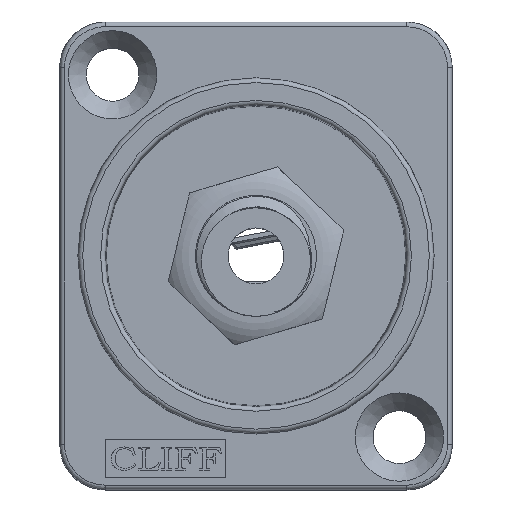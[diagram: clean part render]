
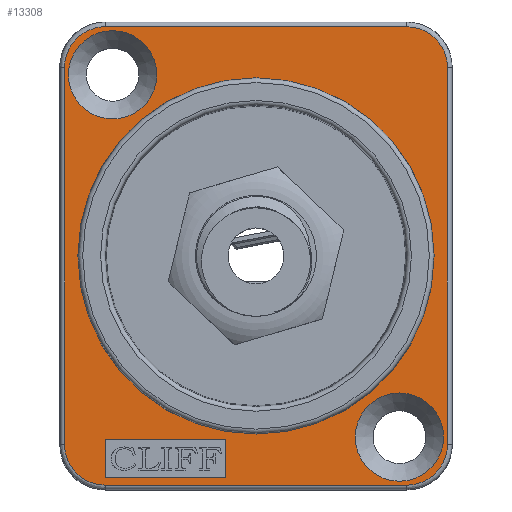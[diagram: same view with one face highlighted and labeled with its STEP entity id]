
A CAD part, top view. The second image highlights one B-rep face of the part: STEP entity #13308.
In plain terms, the highlighted planar face has unit normal (0, 0, 1).
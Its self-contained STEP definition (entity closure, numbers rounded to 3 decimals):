
#93=FACE_BOUND('',#2049,.T.);
#94=FACE_BOUND('',#2050,.T.);
#95=FACE_BOUND('',#2051,.T.);
#96=FACE_BOUND('',#2052,.T.);
#633=PLANE('',#14125);
#676=ELLIPSE('',#14102,2.7,2.7);
#679=ELLIPSE('',#14109,2.7,2.7);
#681=ELLIPSE('',#14114,2.7,2.7);
#683=ELLIPSE('',#14119,2.7,2.7);
#1338=FACE_OUTER_BOUND('',#2048,.T.);
#2048=EDGE_LOOP('',(#11846,#11847,#11848,#11849,#11850,#11851,#11852,#11853));
#2049=EDGE_LOOP('',(#11854));
#2050=EDGE_LOOP('',(#11855,#11856,#11857,#11858));
#2051=EDGE_LOOP('',(#11859));
#2052=EDGE_LOOP('',(#11860));
#2251=CIRCLE('',#14018,11.8);
#2260=CIRCLE('',#14126,2.925);
#2261=CIRCLE('',#14127,2.925);
#3822=LINE('',#26785,#5147);
#3826=LINE('',#26793,#5151);
#3829=LINE('',#26799,#5154);
#3832=LINE('',#26804,#5157);
#3835=LINE('',#26845,#5160);
#3837=LINE('',#26881,#5162);
#3839=LINE('',#26917,#5164);
#3841=LINE('',#26950,#5166);
#5147=VECTOR('',#16949,10.);
#5151=VECTOR('',#16955,10.);
#5154=VECTOR('',#16960,10.);
#5157=VECTOR('',#16965,10.);
#5160=VECTOR('',#16982,10.);
#5162=VECTOR('',#16994,10.);
#5164=VECTOR('',#17006,10.);
#5166=VECTOR('',#17016,10.);
#6128=VERTEX_POINT('',#25632);
#6341=VERTEX_POINT('',#26783);
#6342=VERTEX_POINT('',#26784);
#6345=VERTEX_POINT('',#26792);
#6347=VERTEX_POINT('',#26798);
#6350=VERTEX_POINT('',#26833);
#6351=VERTEX_POINT('',#26835);
#6353=VERTEX_POINT('',#26841);
#6355=VERTEX_POINT('',#26871);
#6357=VERTEX_POINT('',#26877);
#6359=VERTEX_POINT('',#26907);
#6361=VERTEX_POINT('',#26913);
#6363=VERTEX_POINT('',#26943);
#6365=VERTEX_POINT('',#26961);
#6366=VERTEX_POINT('',#26963);
#7839=EDGE_CURVE('',#6128,#6128,#2251,.T.);
#8159=EDGE_CURVE('',#6341,#6342,#3822,.T.);
#8163=EDGE_CURVE('',#6345,#6341,#3826,.T.);
#8166=EDGE_CURVE('',#6347,#6345,#3829,.T.);
#8169=EDGE_CURVE('',#6342,#6347,#3832,.T.);
#8172=EDGE_CURVE('',#6350,#6351,#676,.T.);
#8177=EDGE_CURVE('',#6351,#6353,#3835,.T.);
#8180=EDGE_CURVE('',#6353,#6355,#679,.T.);
#8183=EDGE_CURVE('',#6355,#6357,#3837,.T.);
#8186=EDGE_CURVE('',#6357,#6359,#681,.T.);
#8189=EDGE_CURVE('',#6359,#6361,#3839,.T.);
#8192=EDGE_CURVE('',#6361,#6363,#683,.T.);
#8194=EDGE_CURVE('',#6363,#6350,#3841,.T.);
#8200=EDGE_CURVE('',#6365,#6365,#2260,.T.);
#8201=EDGE_CURVE('',#6366,#6366,#2261,.T.);
#11846=ORIENTED_EDGE('',*,*,#8172,.F.);
#11847=ORIENTED_EDGE('',*,*,#8194,.F.);
#11848=ORIENTED_EDGE('',*,*,#8192,.F.);
#11849=ORIENTED_EDGE('',*,*,#8189,.F.);
#11850=ORIENTED_EDGE('',*,*,#8186,.F.);
#11851=ORIENTED_EDGE('',*,*,#8183,.F.);
#11852=ORIENTED_EDGE('',*,*,#8180,.F.);
#11853=ORIENTED_EDGE('',*,*,#8177,.F.);
#11854=ORIENTED_EDGE('',*,*,#7839,.T.);
#11855=ORIENTED_EDGE('',*,*,#8159,.T.);
#11856=ORIENTED_EDGE('',*,*,#8169,.T.);
#11857=ORIENTED_EDGE('',*,*,#8166,.T.);
#11858=ORIENTED_EDGE('',*,*,#8163,.T.);
#11859=ORIENTED_EDGE('',*,*,#8200,.T.);
#11860=ORIENTED_EDGE('',*,*,#8201,.T.);
#13308=ADVANCED_FACE('',(#1338,#93,#94,#95,#96),#633,.T.);
#14018=AXIS2_PLACEMENT_3D('',#25633,#16540,#16541);
#14102=AXIS2_PLACEMENT_3D('',#26836,#16971,#16972);
#14109=AXIS2_PLACEMENT_3D('',#26875,#16987,#16988);
#14114=AXIS2_PLACEMENT_3D('',#26911,#16999,#17000);
#14119=AXIS2_PLACEMENT_3D('',#26947,#17011,#17012);
#14125=AXIS2_PLACEMENT_3D('',#26960,#17030,#17031);
#14126=AXIS2_PLACEMENT_3D('',#26962,#17032,#17033);
#14127=AXIS2_PLACEMENT_3D('',#26964,#17034,#17035);
#16540=DIRECTION('center_axis',(0.,0.,-1.));
#16541=DIRECTION('ref_axis',(-1.,0.,0.));
#16949=DIRECTION('',(0.,1.,0.));
#16955=DIRECTION('',(-1.,0.,0.));
#16960=DIRECTION('',(0.,-1.,0.));
#16965=DIRECTION('',(1.,0.,0.));
#16971=DIRECTION('center_axis',(0.,0.,-1.));
#16972=DIRECTION('ref_axis',(-0.707,0.707,0.));
#16982=DIRECTION('',(1.,0.,0.));
#16987=DIRECTION('center_axis',(0.,0.,-1.));
#16988=DIRECTION('ref_axis',(0.707,0.707,0.));
#16994=DIRECTION('',(0.,-1.,0.));
#16999=DIRECTION('center_axis',(0.,0.,-1.));
#17000=DIRECTION('ref_axis',(0.707,-0.707,0.));
#17006=DIRECTION('',(-1.,0.,0.));
#17011=DIRECTION('center_axis',(0.,0.,-1.));
#17012=DIRECTION('ref_axis',(-0.707,-0.707,0.));
#17016=DIRECTION('',(0.,1.,0.));
#17030=DIRECTION('center_axis',(0.,0.,1.));
#17031=DIRECTION('ref_axis',(1.,0.,0.));
#17032=DIRECTION('center_axis',(0.,0.,-1.));
#17033=DIRECTION('ref_axis',(1.,0.,0.));
#17034=DIRECTION('center_axis',(0.,0.,-1.));
#17035=DIRECTION('ref_axis',(1.,0.,0.));
#25632=CARTESIAN_POINT('',(11.8,0.,2.3));
#25633=CARTESIAN_POINT('Origin',(0.,0.,2.3));
#26783=CARTESIAN_POINT('',(-10.,-14.683,2.3));
#26784=CARTESIAN_POINT('',(-10.,-12.183,2.3));
#26785=CARTESIAN_POINT('',(-10.,-7.341,2.3));
#26792=CARTESIAN_POINT('',(-2.,-14.683,2.3));
#26793=CARTESIAN_POINT('',(-1.,-14.683,2.3));
#26798=CARTESIAN_POINT('',(-2.,-12.183,2.3));
#26799=CARTESIAN_POINT('',(-2.,-6.091,2.3));
#26804=CARTESIAN_POINT('',(-5.,-12.183,2.3));
#26833=CARTESIAN_POINT('',(-12.683,12.483,2.3));
#26835=CARTESIAN_POINT('',(-9.983,15.183,2.3));
#26836=CARTESIAN_POINT('Origin',(-9.982,12.482,2.3));
#26841=CARTESIAN_POINT('',(9.983,15.183,2.3));
#26845=CARTESIAN_POINT('',(-6.5,15.183,2.3));
#26871=CARTESIAN_POINT('',(12.683,12.483,2.3));
#26875=CARTESIAN_POINT('Origin',(9.982,12.482,2.3));
#26877=CARTESIAN_POINT('',(12.683,-12.483,2.3));
#26881=CARTESIAN_POINT('',(12.683,7.75,2.3));
#26907=CARTESIAN_POINT('',(9.983,-15.183,2.3));
#26911=CARTESIAN_POINT('Origin',(9.982,-12.482,2.3));
#26913=CARTESIAN_POINT('',(-9.983,-15.183,2.3));
#26917=CARTESIAN_POINT('',(6.5,-15.183,2.3));
#26943=CARTESIAN_POINT('',(-12.683,-12.483,2.3));
#26947=CARTESIAN_POINT('Origin',(-9.982,-12.482,2.3));
#26950=CARTESIAN_POINT('',(-12.683,-7.75,2.3));
#26960=CARTESIAN_POINT('Origin',(0.,0.,
2.3));
#26961=CARTESIAN_POINT('',(-12.425,12.,2.3));
#26962=CARTESIAN_POINT('Origin',(-9.5,12.,2.3));
#26963=CARTESIAN_POINT('',(6.575,-12.,2.3));
#26964=CARTESIAN_POINT('Origin',(9.5,-12.,2.3));
